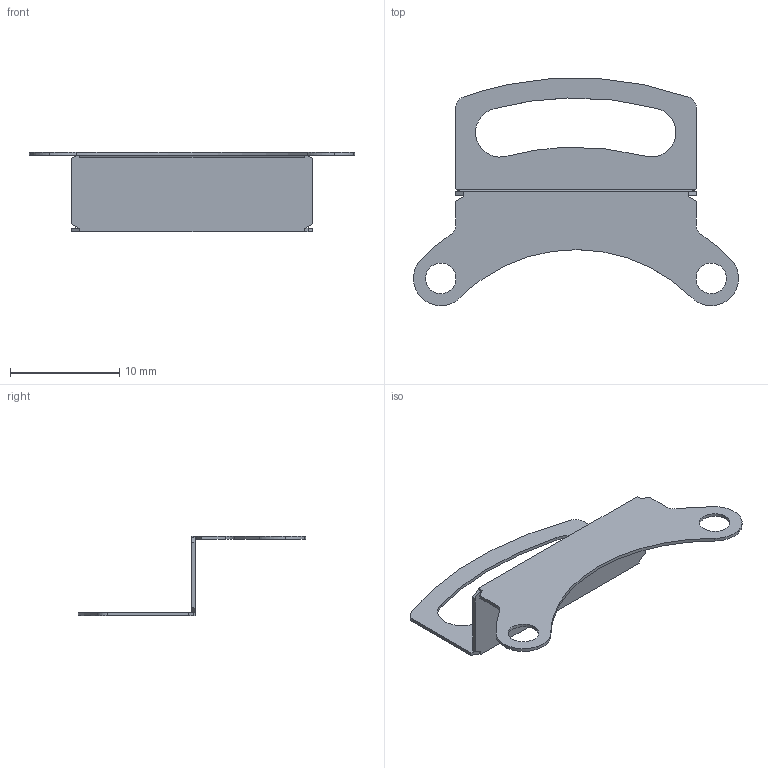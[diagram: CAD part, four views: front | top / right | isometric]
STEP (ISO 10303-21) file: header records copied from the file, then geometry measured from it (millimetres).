
FILE_DESCRIPTION (( 'STEP AP214' ), '1' );
FILE_NAME ('KIT-MOL2546.STEP', '2025-04-29T14:29:52', ( '' ), ( '' ), 'SwSTEP 2.0', 'SolidWorks 2024', '' );
FILE_SCHEMA (( 'AUTOMOTIVE_DESIGN' ));
Length unit declared in the file: inch
Products named in the file (1): KIT-MOL2546
Bounding box: 29.75 x 20.81 x 7.3 mm (x, y, z)
Volume: 139.2 mm3; surface area: 973.7 mm2
Topology: 1 solids, 1 shells, 53 faces, 155 edges, 104 vertices
Faces by surface type: plane 29, bspline 18, cylinder 6
Entity records: 1888 total; most frequent: CARTESIAN_POINT 567, ORIENTED_EDGE 310, DIRECTION 195, EDGE_CURVE 155, VERTEX_POINT 104, VECTOR 99, LINE 99, EDGE_LOOP 59
